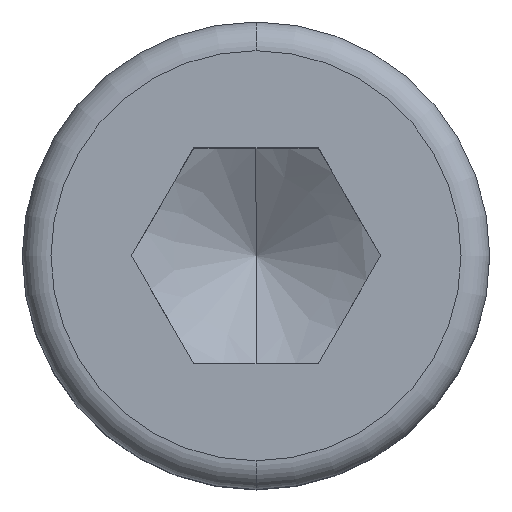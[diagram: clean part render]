
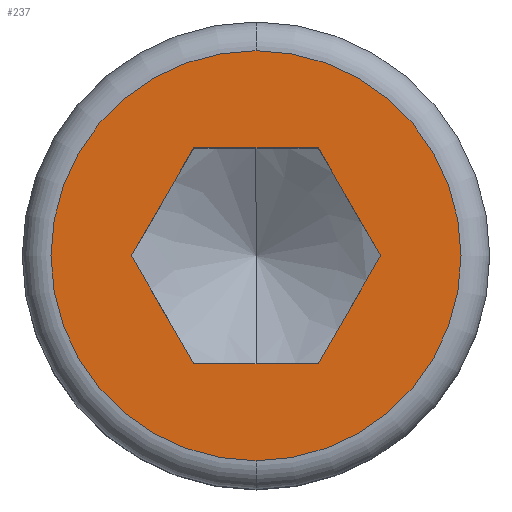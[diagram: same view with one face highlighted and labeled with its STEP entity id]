
A CAD part, top view. The second image highlights one B-rep face of the part: STEP entity #237.
In plain terms, the highlighted planar face has unit normal (0, 0, 1).
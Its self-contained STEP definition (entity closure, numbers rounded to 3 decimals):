
#149=VERTEX_POINT('',#377);
#175=EDGE_CURVE('',#203,#259,#406,.T.);
#179=EDGE_CURVE('',#225,#239,#411,.T.);
#189=EDGE_CURVE('',#287,#261,#422,.T.);
#203=VERTEX_POINT('',#437);
#225=VERTEX_POINT('',#461);
#237=ADVANCED_FACE('',(#477,#478),#479,.T.);
#239=VERTEX_POINT('',#481);
#251=EDGE_CURVE('',#261,#203,#494,.T.);
#257=EDGE_CURVE('',#239,#225,#500,.T.);
#259=VERTEX_POINT('',#502);
#261=VERTEX_POINT('',#504);
#269=EDGE_CURVE('',#259,#149,#512,.T.);
#275=EDGE_CURVE('',#315,#287,#518,.T.);
#287=VERTEX_POINT('',#532);
#315=VERTEX_POINT('',#562);
#319=EDGE_CURVE('',#149,#315,#566,.T.);
#377=CARTESIAN_POINT('',(1.733,-3.001,8.));
#406=LINE('',#679,#680);
#411=CIRCLE('',#686,5.7);
#422=LINE('',#699,#700);
#437=CARTESIAN_POINT('',(1.733,3.001,8.));
#461=CARTESIAN_POINT('',(0.,-5.7,8.));
#477=FACE_BOUND('',#797,.T.);
#478=FACE_OUTER_BOUND('',#798,.T.);
#479=PLANE('',#799);
#481=CARTESIAN_POINT('',(0.,5.7,8.));
#494=LINE('',#818,#819);
#500=CIRCLE('',#829,5.7);
#502=CARTESIAN_POINT('',(3.465,0.,8.));
#504=CARTESIAN_POINT('',(-1.733,3.001,8.));
#512=LINE('',#845,#846);
#518=LINE('',#853,#854);
#532=CARTESIAN_POINT('',(-3.465,0.,8.));
#562=CARTESIAN_POINT('',(-1.732,-3.001,8.));
#566=LINE('',#926,#927);
#679=CARTESIAN_POINT('',(3.032,0.75,8.));
#680=VECTOR('',#1034,1.0);
#686=AXIS2_PLACEMENT_3D('',#1045,#1046,#1047);
#699=CARTESIAN_POINT('',(-2.166,2.251,8.));
#700=VECTOR('',#1060,1.0);
#797=EDGE_LOOP('',(#1127,#1128,#1129,#1130,#1131,#1132));
#798=EDGE_LOOP('',(#1133,#1134));
#799=AXIS2_PLACEMENT_3D('',#1135,#1136,#1137);
#818=CARTESIAN_POINT('',(0.866,3.001,8.));
#819=VECTOR('',#1150,1.0);
#829=AXIS2_PLACEMENT_3D('',#1155,#1156,#1157);
#845=CARTESIAN_POINT('',(2.166,-2.251,8.));
#846=VECTOR('',#1167,1.0);
#853=CARTESIAN_POINT('',(-3.032,-0.75,8.));
#854=VECTOR('',#1168,1.0);
#926=CARTESIAN_POINT('',(-0.866,-3.001,8.));
#927=VECTOR('',#1210,1.0);
#1034=DIRECTION('',(0.5,-0.866,0.0));
#1045=CARTESIAN_POINT('',(0.,0.,8.));
#1046=DIRECTION('',(0.,0.,1.0));
#1047=DIRECTION('',(-1.0,0.0,0.));
#1060=DIRECTION('',(0.5,0.866,0.0));
#1127=ORIENTED_EDGE('',*,*,#275,.T.);
#1128=ORIENTED_EDGE('',*,*,#189,.T.);
#1129=ORIENTED_EDGE('',*,*,#251,.T.);
#1130=ORIENTED_EDGE('',*,*,#175,.T.);
#1131=ORIENTED_EDGE('',*,*,#269,.T.);
#1132=ORIENTED_EDGE('',*,*,#319,.T.);
#1133=ORIENTED_EDGE('',*,*,#179,.T.);
#1134=ORIENTED_EDGE('',*,*,#257,.T.);
#1135=CARTESIAN_POINT('',(0.,-4.982,8.));
#1136=DIRECTION('',(0.,0.,1.0));
#1137=DIRECTION('',(0.,-1.0,0.));
#1150=DIRECTION('',(1.0,0.0,0.0));
#1155=CARTESIAN_POINT('',(0.,0.,8.));
#1156=DIRECTION('',(0.,0.,1.0));
#1157=DIRECTION('',(-1.0,0.0,0.));
#1167=DIRECTION('',(-0.5,-0.866,0.0));
#1168=DIRECTION('',(-0.5,0.866,0.0));
#1210=DIRECTION('',(-1.0,0.0,0.0));
